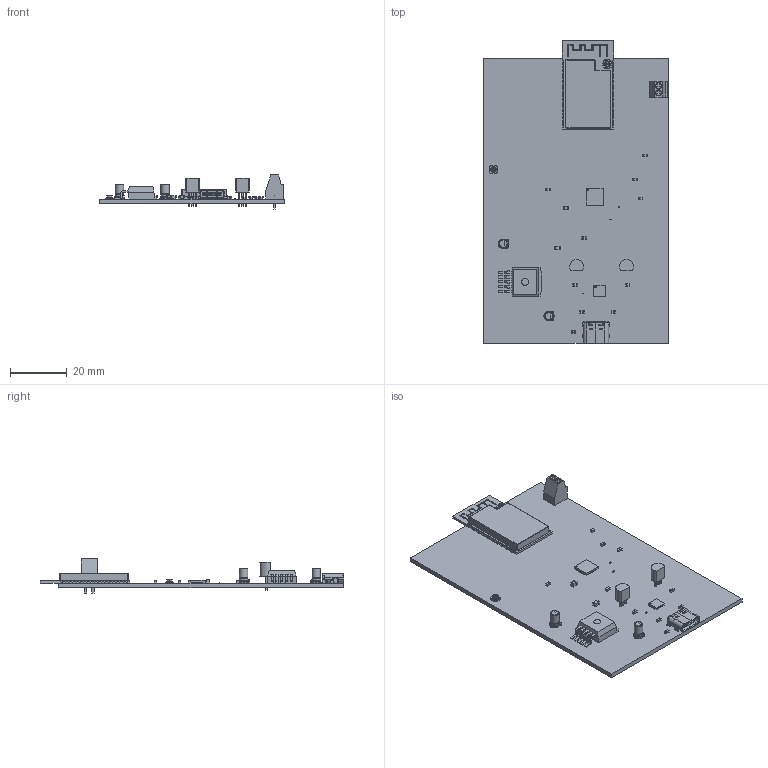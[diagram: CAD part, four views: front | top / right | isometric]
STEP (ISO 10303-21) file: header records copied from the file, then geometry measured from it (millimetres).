
FILE_DESCRIPTION(('KiCad electronic assembly'),'2;1');
FILE_NAME('Receiver.step','2025-08-04T00:46:33',('Pcbnew'),('Kicad'), 'Open CASCADE STEP processor 7.8','KiCad to STEP converter','Unknown' );
FILE_SCHEMA(('AUTOMOTIVE_DESIGN { 1 0 10303 214 1 1 1 1 }'));
Length unit declared in the file: millimetre
Products named in the file (26): Receiver 1; C_0603_1608Metric; C_0201_0603Metric; TerminalBlock_Phoenix_MPT-0,5-2-2.54_1x02_P2.54mm_Horizontal; TerminalBlock_Phoenix_MPT_05_2_254_1x02_P254mm_Horizontal; C_0805_2012Metric; QFN-24-1EP_4x4mm_P0.5mm_EP2.6x2.6mm; QFN-24-1EP_4x4mm_Pitch0.5mm; USB_C_Receptacle_GCT_USB4105-xx-A_16P_TopMnt_Horizontal; USB_C_Receptacle_16P_TopMnt_Horizontal_GCT_USB4105-xx-A; CP_Elec_3x5.3; CP_Elec_3x53; TO-92_Inline; TO-92_Inline_Narrow; ESP32-WROVER-E-N4R8; U.FL-R-SMT-01---3DModel-STEP-269445; U.FL-R-SMT(01); QFN-28-1EP_6x6mm_P0.65mm_EP4.8x4.8mm; QFN_28_1EP_6x6mm_P065mm_EP48x48mm; TO-263-5_TabPin3; CQ assembly; Receiver_PCB
Assembly tree (39 placements, depth 3):
  Receiver 1
    C_0603_1608Metric  x10
      C_0603_1608Metric
    C_0201_0603Metric  x3
      C_0201_0603Metric
    TerminalBlock_Phoenix_MPT-0,5-2-2.54_1x02_P2.54mm_Horizontal
      TerminalBlock_Phoenix_MPT_05_2_254_1x02_P254mm_Horizontal
    C_0805_2012Metric  x2
      C_0805_2012Metric
    QFN-24-1EP_4x4mm_P0.5mm_EP2.6x2.6mm
      QFN-24-1EP_4x4mm_Pitch0.5mm
    USB_C_Receptacle_GCT_USB4105-xx-A_16P_TopMnt_Horizontal
      USB_C_Receptacle_16P_TopMnt_Horizontal_GCT_USB4105-xx-A
    CP_Elec_3x5.3  x2
      CP_Elec_3x53
    TO-92_Inline  x2
      TO-92_Inline_Narrow
    ESP32-WROVER-E-N4R8
      ESP32-WROVER-E-N4R8
    U.FL-R-SMT-01---3DModel-STEP-269445
      U.FL-R-SMT(01)
    QFN-28-1EP_6x6mm_P0.65mm_EP4.8x4.8mm
      QFN_28_1EP_6x6mm_P065mm_EP48x48mm
    TO-263-5_TabPin3
      CQ assembly
    Receiver_PCB
Bounding box: 65 x 106.54 x 12 mm (x, y, z)
Volume: 11988 mm3; surface area: 18470.3 mm2
Topology: 124 solids, 124 shells, 2779 faces, 7163 edges, 4685 vertices
Faces by surface type: plane 2130, cylinder 587, bspline 24, cone 20, torus 10, sphere 6, revolution 2
Full cylindrical faces by diameter (mm): 0.2 x12, 0.5 x4, 0.65 x2, 0.75 x6, 1.1 x6, 2 x2, 2.2 x2, 2.5 x1, 3 x4
Entity records: 81529 total; most frequent: CARTESIAN_POINT 13560, ORIENTED_EDGE 12296, DIRECTION 11717, EDGE_CURVE 6148, LINE 5222, VECTOR 5222, VERTEX_POINT 4016, AXIS2_PLACEMENT_3D 3247
